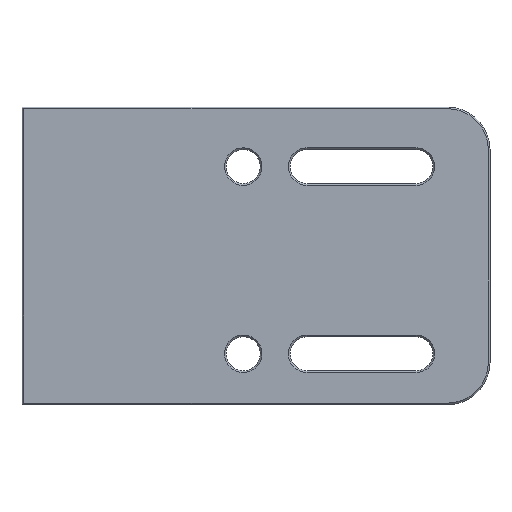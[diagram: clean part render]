
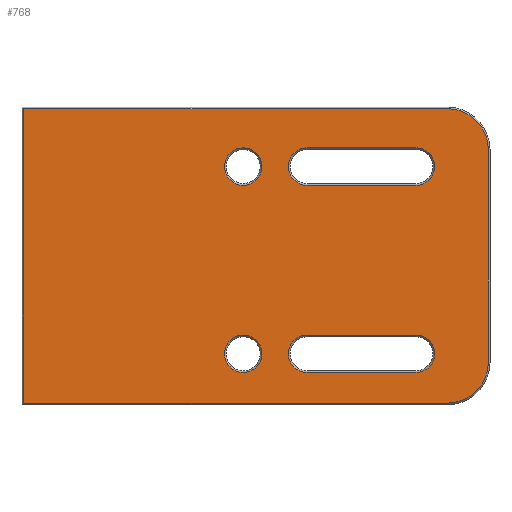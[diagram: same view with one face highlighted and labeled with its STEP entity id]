
A CAD part, top view. The second image highlights one B-rep face of the part: STEP entity #768.
In plain terms, the highlighted planar face has unit normal (0, 0, 1).
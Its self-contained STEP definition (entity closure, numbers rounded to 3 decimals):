
#19=FACE_BOUND('',#140,.T.);
#20=FACE_BOUND('',#141,.T.);
#21=FACE_BOUND('',#142,.T.);
#22=FACE_BOUND('',#143,.T.);
#43=CIRCLE('',#821,4.8);
#45=CIRCLE('',#825,4.8);
#48=CIRCLE('',#833,2.2);
#49=CIRCLE('',#834,2.2);
#50=CIRCLE('',#835,2.2);
#51=CIRCLE('',#836,2.2);
#52=CIRCLE('',#837,2.2);
#53=CIRCLE('',#838,2.2);
#94=FACE_OUTER_BOUND('',#139,.T.);
#139=EDGE_LOOP('',(#551,#552,#553,#554,#555,#556));
#140=EDGE_LOOP('',(#557));
#141=EDGE_LOOP('',(#558,#559,#560,#561));
#142=EDGE_LOOP('',(#562,#563,#564,#565));
#143=EDGE_LOOP('',(#566));
#187=LINE('',#1146,#260);
#191=LINE('',#1154,#264);
#197=LINE('',#1169,#270);
#200=LINE('',#1178,#273);
#210=LINE('',#1206,#283);
#211=LINE('',#1209,#284);
#212=LINE('',#1212,#285);
#213=LINE('',#1216,#286);
#260=VECTOR('',#905,10.);
#264=VECTOR('',#911,10.);
#270=VECTOR('',#925,10.);
#273=VECTOR('',#936,10.);
#283=VECTOR('',#960,10.);
#284=VECTOR('',#963,10.);
#285=VECTOR('',#964,10.);
#286=VECTOR('',#967,10.);
#333=VERTEX_POINT('',#1144);
#334=VERTEX_POINT('',#1145);
#337=VERTEX_POINT('',#1153);
#339=VERTEX_POINT('',#1159);
#341=VERTEX_POINT('',#1165);
#343=VERTEX_POINT('',#1171);
#352=VERTEX_POINT('',#1200);
#353=VERTEX_POINT('',#1202);
#354=VERTEX_POINT('',#1203);
#355=VERTEX_POINT('',#1205);
#356=VERTEX_POINT('',#1207);
#357=VERTEX_POINT('',#1210);
#358=VERTEX_POINT('',#1211);
#359=VERTEX_POINT('',#1213);
#360=VERTEX_POINT('',#1215);
#361=VERTEX_POINT('',#1218);
#401=EDGE_CURVE('',#333,#334,#187,.T.);
#405=EDGE_CURVE('',#334,#337,#191,.T.);
#408=EDGE_CURVE('',#337,#339,#43,.T.);
#413=EDGE_CURVE('',#339,#341,#197,.T.);
#414=EDGE_CURVE('',#341,#343,#45,.T.);
#418=EDGE_CURVE('',#343,#333,#200,.T.);
#429=EDGE_CURVE('',#352,#352,#48,.T.);
#430=EDGE_CURVE('',#353,#354,#49,.T.);
#431=EDGE_CURVE('',#355,#353,#210,.T.);
#432=EDGE_CURVE('',#356,#355,#50,.T.);
#433=EDGE_CURVE('',#354,#356,#211,.T.);
#434=EDGE_CURVE('',#357,#358,#212,.T.);
#435=EDGE_CURVE('',#359,#357,#51,.T.);
#436=EDGE_CURVE('',#360,#359,#213,.T.);
#437=EDGE_CURVE('',#358,#360,#52,.T.);
#438=EDGE_CURVE('',#361,#361,#53,.T.);
#551=ORIENTED_EDGE('',*,*,#401,.F.);
#552=ORIENTED_EDGE('',*,*,#418,.F.);
#553=ORIENTED_EDGE('',*,*,#414,.F.);
#554=ORIENTED_EDGE('',*,*,#413,.F.);
#555=ORIENTED_EDGE('',*,*,#408,.F.);
#556=ORIENTED_EDGE('',*,*,#405,.F.);
#557=ORIENTED_EDGE('',*,*,#429,.F.);
#558=ORIENTED_EDGE('',*,*,#430,.F.);
#559=ORIENTED_EDGE('',*,*,#431,.F.);
#560=ORIENTED_EDGE('',*,*,#432,.F.);
#561=ORIENTED_EDGE('',*,*,#433,.F.);
#562=ORIENTED_EDGE('',*,*,#434,.F.);
#563=ORIENTED_EDGE('',*,*,#435,.F.);
#564=ORIENTED_EDGE('',*,*,#436,.F.);
#565=ORIENTED_EDGE('',*,*,#437,.F.);
#566=ORIENTED_EDGE('',*,*,#438,.F.);
#740=PLANE('',#832);
#768=ADVANCED_FACE('',(#94,#19,#20,#21,#22),#740,.T.);
#821=AXIS2_PLACEMENT_3D('',#1160,#916,#917);
#825=AXIS2_PLACEMENT_3D('',#1172,#928,#929);
#832=AXIS2_PLACEMENT_3D('',#1199,#954,#955);
#833=AXIS2_PLACEMENT_3D('',#1201,#956,#957);
#834=AXIS2_PLACEMENT_3D('',#1204,#958,#959);
#835=AXIS2_PLACEMENT_3D('',#1208,#961,#962);
#836=AXIS2_PLACEMENT_3D('',#1214,#965,#966);
#837=AXIS2_PLACEMENT_3D('',#1217,#968,#969);
#838=AXIS2_PLACEMENT_3D('',#1219,#970,#971);
#905=DIRECTION('',(0.,1.,0.));
#911=DIRECTION('',(1.,0.,0.));
#916=DIRECTION('center_axis',(0.,0.,-1.));
#917=DIRECTION('ref_axis',(0.,1.,0.));
#925=DIRECTION('',(0.,-1.,0.));
#928=DIRECTION('center_axis',(0.,0.,-1.));
#929=DIRECTION('ref_axis',(0.,-1.,0.));
#936=DIRECTION('',(-1.,0.,0.));
#954=DIRECTION('center_axis',(0.,0.,1.));
#955=DIRECTION('ref_axis',(1.,0.,0.));
#956=DIRECTION('center_axis',(0.,0.,1.));
#957=DIRECTION('ref_axis',(0.,1.,0.));
#958=DIRECTION('center_axis',(0.,0.,1.));
#959=DIRECTION('ref_axis',(0.,-1.,0.));
#960=DIRECTION('',(-1.,0.,0.));
#961=DIRECTION('center_axis',(0.,0.,1.));
#962=DIRECTION('ref_axis',(0.,-1.,0.));
#963=DIRECTION('',(1.,0.,0.));
#964=DIRECTION('',(1.,0.,0.));
#965=DIRECTION('center_axis',(0.,0.,1.));
#966=DIRECTION('ref_axis',(0.,-1.,0.));
#967=DIRECTION('',(-1.,0.,0.));
#968=DIRECTION('center_axis',(0.,0.,1.));
#969=DIRECTION('ref_axis',(0.,-1.,0.));
#970=DIRECTION('center_axis',(0.,0.,1.));
#971=DIRECTION('ref_axis',(0.,1.,0.));
#1144=CARTESIAN_POINT('',(158.2,291.2,-15.096));
#1145=CARTESIAN_POINT('',(158.2,325.8,-15.096));
#1146=CARTESIAN_POINT('',(158.2,151.,-15.096));
#1153=CARTESIAN_POINT('',(208.,325.8,-15.096));
#1154=CARTESIAN_POINT('',(56.5,325.8,-15.096));
#1159=CARTESIAN_POINT('',(212.8,321.,-15.096));
#1160=CARTESIAN_POINT('Origin',(208.,321.,-15.096));
#1165=CARTESIAN_POINT('',(212.8,296.,-15.096));
#1169=CARTESIAN_POINT('',(212.8,159.75,-15.096));
#1171=CARTESIAN_POINT('',(208.,291.2,-15.096));
#1172=CARTESIAN_POINT('Origin',(208.,296.,-15.096));
#1178=CARTESIAN_POINT('',(56.5,291.2,-15.096));
#1199=CARTESIAN_POINT('Origin',(-7.,11.,-15.096));
#1200=CARTESIAN_POINT('',(184.,316.8,-15.096));
#1201=CARTESIAN_POINT('Origin',(184.,319.,-15.096));
#1202=CARTESIAN_POINT('',(191.5,299.2,-15.096));
#1203=CARTESIAN_POINT('',(191.5,294.8,-15.096));
#1204=CARTESIAN_POINT('Origin',(191.5,297.,-15.096));
#1205=CARTESIAN_POINT('',(204.3,299.2,-15.096));
#1206=CARTESIAN_POINT('',(95.45,299.2,-15.096));
#1207=CARTESIAN_POINT('',(204.3,294.8,-15.096));
#1208=CARTESIAN_POINT('Origin',(204.3,297.,-15.096));
#1209=CARTESIAN_POINT('',(95.45,294.8,-15.096));
#1210=CARTESIAN_POINT('',(191.5,316.8,-15.096));
#1211=CARTESIAN_POINT('',(204.3,316.8,-15.096));
#1212=CARTESIAN_POINT('',(95.45,316.8,-15.096));
#1213=CARTESIAN_POINT('',(191.5,321.2,-15.096));
#1214=CARTESIAN_POINT('Origin',(191.5,319.,-15.096));
#1215=CARTESIAN_POINT('',(204.3,321.2,-15.096));
#1216=CARTESIAN_POINT('',(95.45,321.2,-15.096));
#1217=CARTESIAN_POINT('Origin',(204.3,319.,-15.096));
#1218=CARTESIAN_POINT('',(184.,294.8,-15.096));
#1219=CARTESIAN_POINT('Origin',(184.,297.,-15.096));
